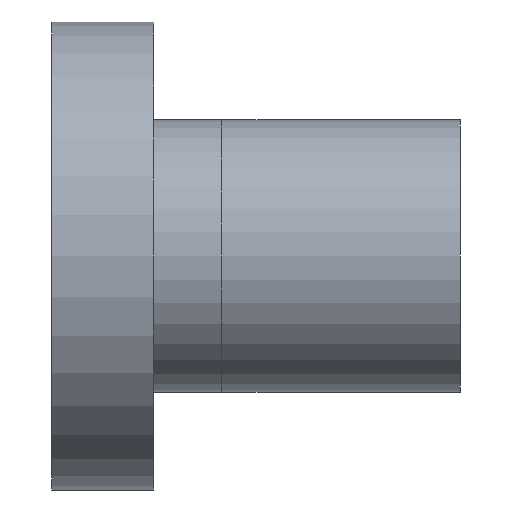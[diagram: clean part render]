
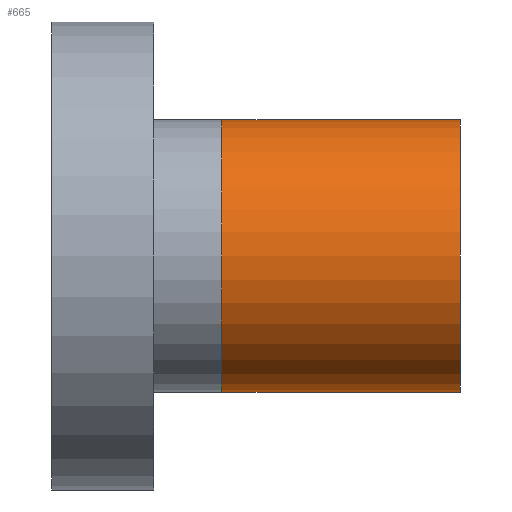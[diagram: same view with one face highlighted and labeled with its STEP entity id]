
A CAD part, front view. The second image highlights one B-rep face of the part: STEP entity #665.
In plain terms, the highlighted cylindrical face has radius 16 mm (diameter 32 mm), a partial arc.
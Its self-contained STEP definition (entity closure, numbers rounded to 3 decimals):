
#7 = AXIS2_PLACEMENT_3D ( 'NONE', #437, #372, #688 ) ;
#93 = DIRECTION ( 'NONE',  ( -1., 0., 0. ) ) ;
#132 = ORIENTED_EDGE ( 'NONE', *, *, #286, .F. ) ;
#133 = DIRECTION ( 'NONE',  ( -1., 0., 0. ) ) ;
#144 = VERTEX_POINT ( 'NONE', #415 ) ;
#147 = EDGE_CURVE ( 'NONE', #556, #804, #359, .T. ) ;
#156 = CARTESIAN_POINT ( 'NONE',  ( -151.697, 0., 16. ) ) ;
#169 = CARTESIAN_POINT ( 'NONE',  ( -151.697, 0., 0. ) ) ;
#176 = CARTESIAN_POINT ( 'NONE',  ( 31.788, 0., 16. ) ) ;
#188 = CARTESIAN_POINT ( 'NONE',  ( -151.697, 0., -16. ) ) ;
#217 = CYLINDRICAL_SURFACE ( 'NONE', #585, 16. ) ;
#233 = ORIENTED_EDGE ( 'NONE', *, *, #147, .T. ) ;
#286 = EDGE_CURVE ( 'NONE', #341, #144, #425, .T. ) ;
#296 = DIRECTION ( 'NONE',  ( 0., 0., 1. ) ) ;
#305 = EDGE_LOOP ( 'NONE', ( #625, #233, #358, #132 ) ) ;
#332 = VECTOR ( 'NONE', #133, 1000. ) ;
#334 = CARTESIAN_POINT ( 'NONE',  ( 31.788, 0., -16. ) ) ;
#341 = VERTEX_POINT ( 'NONE', #696 ) ;
#358 = ORIENTED_EDGE ( 'NONE', *, *, #676, .T. ) ;
#359 = CIRCLE ( 'NONE', #7, 16. ) ;
#372 = DIRECTION ( 'NONE',  ( -1., 0., 0. ) ) ;
#406 = EDGE_CURVE ( 'NONE', #556, #341, #749, .T. ) ;
#415 = CARTESIAN_POINT ( 'NONE',  ( 3.788, 0., 16. ) ) ;
#425 = CIRCLE ( 'NONE', #768, 16. ) ;
#437 = CARTESIAN_POINT ( 'NONE',  ( 31.788, 0., 0. ) ) ;
#482 = DIRECTION ( 'NONE',  ( -1., 0., 0. ) ) ;
#531 = VECTOR ( 'NONE', #482, 1000. ) ;
#543 = DIRECTION ( 'NONE',  ( 0., 0., 1. ) ) ;
#548 = LINE ( 'NONE', #156, #531 ) ;
#556 = VERTEX_POINT ( 'NONE', #334 ) ;
#585 = AXIS2_PLACEMENT_3D ( 'NONE', #169, #805, #296 ) ;
#625 = ORIENTED_EDGE ( 'NONE', *, *, #406, .F. ) ;
#665 = ADVANCED_FACE ( 'NONE', ( #721 ), #217, .T. ) ;
#676 = EDGE_CURVE ( 'NONE', #804, #144, #548, .T. ) ;
#688 = DIRECTION ( 'NONE',  ( 0., 0., 1. ) ) ;
#696 = CARTESIAN_POINT ( 'NONE',  ( 3.788, 0., -16. ) ) ;
#721 = FACE_OUTER_BOUND ( 'NONE', #305, .T. ) ;
#724 = CARTESIAN_POINT ( 'NONE',  ( 3.788, 0., 0. ) ) ;
#749 = LINE ( 'NONE', #188, #332 ) ;
#768 = AXIS2_PLACEMENT_3D ( 'NONE', #724, #93, #543 ) ;
#804 = VERTEX_POINT ( 'NONE', #176 ) ;
#805 = DIRECTION ( 'NONE',  ( -1., 0., 0. ) ) ;
